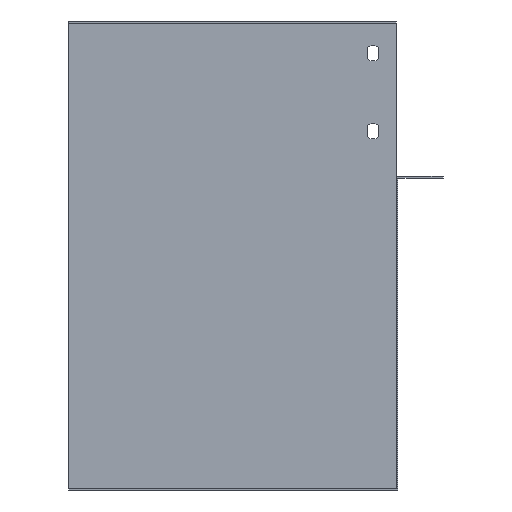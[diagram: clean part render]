
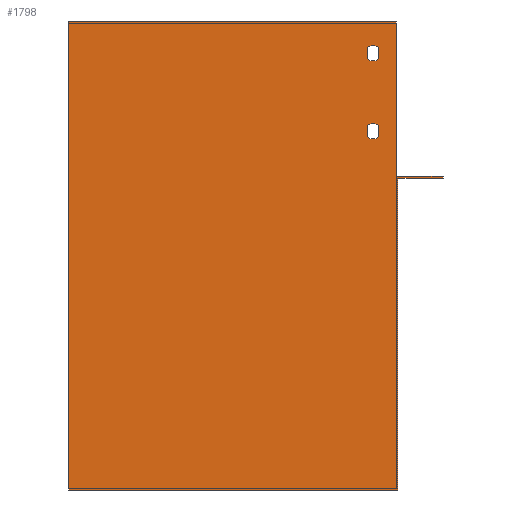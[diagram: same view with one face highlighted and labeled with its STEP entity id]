
A CAD part, left-side view. The second image highlights one B-rep face of the part: STEP entity #1798.
In plain terms, the highlighted planar face has unit normal (-1, 0, 0).
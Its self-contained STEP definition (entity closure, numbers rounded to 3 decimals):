
#5 = ORIENTED_EDGE ( 'NONE', *, *, #1337, .T. ) ;
#10 = ORIENTED_EDGE ( 'NONE', *, *, #1343, .T. ) ;
#34 = ORIENTED_EDGE ( 'NONE', *, *, #1345, .F. ) ;
#35 = ORIENTED_EDGE ( 'NONE', *, *, #1217, .F. ) ;
#37 = ORIENTED_EDGE ( 'NONE', *, *, #1207, .F. ) ;
#45 = ORIENTED_EDGE ( 'NONE', *, *, #1341, .T. ) ;
#79 = ORIENTED_EDGE ( 'NONE', *, *, #1335, .T. ) ;
#96 = VERTEX_POINT ( 'NONE', #1378 ) ;
#97 = VERTEX_POINT ( 'NONE', #1362 ) ;
#98 = VERTEX_POINT ( 'NONE', #1379 ) ;
#113 = VERTEX_POINT ( 'NONE', #1358 ) ;
#114 = VERTEX_POINT ( 'NONE', #958 ) ;
#116 = VERTEX_POINT ( 'NONE', #955 ) ;
#117 = VERTEX_POINT ( 'NONE', #971 ) ;
#129 = VERTEX_POINT ( 'NONE', #932 ) ;
#134 = VERTEX_POINT ( 'NONE', #909 ) ;
#144 = VERTEX_POINT ( 'NONE', #896 ) ;
#145 = VERTEX_POINT ( 'NONE', #1000 ) ;
#148 = VERTEX_POINT ( 'NONE', #919 ) ;
#168 = VERTEX_POINT ( 'NONE', #890 ) ;
#174 = VERTEX_POINT ( 'NONE', #946 ) ;
#183 = VERTEX_POINT ( 'NONE', #982 ) ;
#196 = VERTEX_POINT ( 'NONE', #967 ) ;
#267 = LINE ( 'NONE', #934, #269 ) ;
#269 = VECTOR ( 'NONE', #925, 1000. ) ;
#280 = LINE ( 'NONE', #901, #285 ) ;
#285 = VECTOR ( 'NONE', #885, 1000. ) ;
#304 = DIRECTION ( 'NONE',  ( 0., 0., 1. ) ) ;
#305 = DIRECTION ( 'NONE',  ( 0., 0., -1. ) ) ;
#313 = CARTESIAN_POINT ( 'NONE',  ( 0., 11.5, -15.429 ) ) ;
#314 = CARTESIAN_POINT ( 'NONE',  ( 0., 18.5, -15.429 ) ) ;
#315 = DIRECTION ( 'NONE',  ( 0., 0., -1. ) ) ;
#316 = CARTESIAN_POINT ( 'NONE',  ( 0., 11.5, -65.429 ) ) ;
#317 = DIRECTION ( 'NONE',  ( 0., 0., -1. ) ) ;
#318 = CARTESIAN_POINT ( 'NONE',  ( 0., 15., -19. ) ) ;
#319 = DIRECTION ( 'NONE',  ( 1., 0., 0. ) ) ;
#320 = DIRECTION ( 'NONE',  ( 0., 0., -1. ) ) ;
#321 = DIRECTION ( 'NONE',  ( 0., 0., 1. ) ) ;
#322 = CARTESIAN_POINT ( 'NONE',  ( 0., 15., -19. ) ) ;
#323 = DIRECTION ( 'NONE',  ( 1., 0., 0. ) ) ;
#324 = DIRECTION ( 'NONE',  ( 0., 0., -1. ) ) ;
#325 = CARTESIAN_POINT ( 'NONE',  ( 0., 18.5, -65.429 ) ) ;
#326 = CARTESIAN_POINT ( 'NONE',  ( 0., 210., -299. ) ) ;
#327 = DIRECTION ( 'NONE',  ( 0., -1., 0. ) ) ;
#328 = CARTESIAN_POINT ( 'NONE',  ( 0., 15., -69. ) ) ;
#329 = DIRECTION ( 'NONE',  ( 1., 0., 0. ) ) ;
#330 = DIRECTION ( 'NONE',  ( 0., 0., -1. ) ) ;
#333 = CARTESIAN_POINT ( 'NONE',  ( 0., 15., -69. ) ) ;
#334 = DIRECTION ( 'NONE',  ( 1., 0., 0. ) ) ;
#335 = DIRECTION ( 'NONE',  ( 0., 0., -1. ) ) ;
#336 = CARTESIAN_POINT ( 'NONE',  ( 0., -1., -299. ) ) ;
#337 = DIRECTION ( 'NONE',  ( 0., 0., -1. ) ) ;
#338 = CARTESIAN_POINT ( 'NONE',  ( 0., 0., -99. ) ) ;
#339 = DIRECTION ( 'NONE',  ( 0., -1., 0. ) ) ;
#340 = CARTESIAN_POINT ( 'NONE',  ( 0., -30., -98. ) ) ;
#341 = DIRECTION ( 'NONE',  ( 0., 0., -1. ) ) ;
#342 = CARTESIAN_POINT ( 'NONE',  ( 0., 0., -98. ) ) ;
#343 = DIRECTION ( 'NONE',  ( 0., -1., 0. ) ) ;
#638 = LINE ( 'NONE', #1645, #641 ) ;
#640 = CIRCLE ( 'NONE', #1153, 5. ) ;
#641 = VECTOR ( 'NONE', #305, 1000. ) ;
#648 = LINE ( 'NONE', #313, #651 ) ;
#650 = CIRCLE ( 'NONE', #1149, 5. ) ;
#651 = VECTOR ( 'NONE', #315, 1000. ) ;
#652 = LINE ( 'NONE', #314, #654 ) ;
#653 = CIRCLE ( 'NONE', #1151, 5. ) ;
#654 = VECTOR ( 'NONE', #304, 1000. ) ;
#655 = LINE ( 'NONE', #316, #657 ) ;
#657 = VECTOR ( 'NONE', #317, 1000. ) ;
#658 = LINE ( 'NONE', #325, #660 ) ;
#659 = CIRCLE ( 'NONE', #1148, 5. ) ;
#660 = VECTOR ( 'NONE', #321, 1000. ) ;
#661 = LINE ( 'NONE', #326, #663 ) ;
#662 = LINE ( 'NONE', #336, #665 ) ;
#663 = VECTOR ( 'NONE', #327, 1000. ) ;
#664 = LINE ( 'NONE', #338, #667 ) ;
#665 = VECTOR ( 'NONE', #337, 1000. ) ;
#666 = LINE ( 'NONE', #340, #669 ) ;
#667 = VECTOR ( 'NONE', #339, 1000. ) ;
#668 = LINE ( 'NONE', #342, #671 ) ;
#669 = VECTOR ( 'NONE', #341, 1000. ) ;
#671 = VECTOR ( 'NONE', #343, 1000. ) ;
#727 = FACE_OUTER_BOUND ( 'NONE', #802, .T. ) ;
#735 = FACE_BOUND ( 'NONE', #780, .T. ) ;
#739 = FACE_BOUND ( 'NONE', #788, .T. ) ;
#780 = EDGE_LOOP ( 'NONE', ( #1441, #1444, #79, #1409 ) ) ;
#788 = EDGE_LOOP ( 'NONE', ( #5, #1404, #1511, #1530 ) ) ;
#802 = EDGE_LOOP ( 'NONE', ( #1456, #45, #1502, #10, #1402, #34, #35, #37 ) ) ;
#885 = DIRECTION ( 'NONE',  ( 0., 0., -1. ) ) ;
#890 = CARTESIAN_POINT ( 'NONE',  ( 0., -30., -98. ) ) ;
#896 = CARTESIAN_POINT ( 'NONE',  ( 0., 11.5, -15.429 ) ) ;
#901 = CARTESIAN_POINT ( 'NONE',  ( 0., 0., 1. ) ) ;
#909 = CARTESIAN_POINT ( 'NONE',  ( 0., 11.5, -22.571 ) ) ;
#919 = CARTESIAN_POINT ( 'NONE',  ( 0., 210., -299. ) ) ;
#925 = DIRECTION ( 'NONE',  ( 0., -1., 0. ) ) ;
#932 = CARTESIAN_POINT ( 'NONE',  ( 0., 11.5, -65.429 ) ) ;
#934 = CARTESIAN_POINT ( 'NONE',  ( 0., 210., 1. ) ) ;
#946 = CARTESIAN_POINT ( 'NONE',  ( 0., 0., -98. ) ) ;
#955 = CARTESIAN_POINT ( 'NONE',  ( 0., -1., -299. ) ) ;
#958 = CARTESIAN_POINT ( 'NONE',  ( 0., 18.5, -72.571 ) ) ;
#967 = CARTESIAN_POINT ( 'NONE',  ( 0., 0., 1. ) ) ;
#971 = CARTESIAN_POINT ( 'NONE',  ( 0., 18.5, -65.429 ) ) ;
#982 = CARTESIAN_POINT ( 'NONE',  ( 0., 210., 1. ) ) ;
#1000 = CARTESIAN_POINT ( 'NONE',  ( 0., 18.5, -22.571 ) ) ;
#1126 = AXIS2_PLACEMENT_3D ( 'NONE', #1870, #1868, #1874 ) ;
#1148 = AXIS2_PLACEMENT_3D ( 'NONE', #333, #334, #335 ) ;
#1149 = AXIS2_PLACEMENT_3D ( 'NONE', #328, #329, #330 ) ;
#1151 = AXIS2_PLACEMENT_3D ( 'NONE', #322, #323, #324 ) ;
#1153 = AXIS2_PLACEMENT_3D ( 'NONE', #318, #319, #320 ) ;
#1207 = EDGE_CURVE ( 'NONE', #183, #196, #267, .T. ) ;
#1217 = EDGE_CURVE ( 'NONE', #196, #174, #280, .T. ) ;
#1328 = EDGE_CURVE ( 'NONE', #183, #148, #638, .T. ) ;
#1333 = EDGE_CURVE ( 'NONE', #144, #134, #648, .T. ) ;
#1334 = EDGE_CURVE ( 'NONE', #134, #145, #640, .T. ) ;
#1335 = EDGE_CURVE ( 'NONE', #145, #113, #652, .T. ) ;
#1336 = EDGE_CURVE ( 'NONE', #113, #144, #653, .T. ) ;
#1337 = EDGE_CURVE ( 'NONE', #129, #96, #655, .T. ) ;
#1338 = EDGE_CURVE ( 'NONE', #96, #114, #650, .T. ) ;
#1339 = EDGE_CURVE ( 'NONE', #114, #117, #658, .T. ) ;
#1340 = EDGE_CURVE ( 'NONE', #117, #129, #659, .T. ) ;
#1341 = EDGE_CURVE ( 'NONE', #148, #116, #661, .T. ) ;
#1342 = EDGE_CURVE ( 'NONE', #97, #116, #662, .T. ) ;
#1343 = EDGE_CURVE ( 'NONE', #97, #98, #664, .T. ) ;
#1344 = EDGE_CURVE ( 'NONE', #168, #98, #666, .T. ) ;
#1345 = EDGE_CURVE ( 'NONE', #174, #168, #668, .T. ) ;
#1358 = CARTESIAN_POINT ( 'NONE',  ( 0., 18.5, -15.429 ) ) ;
#1362 = CARTESIAN_POINT ( 'NONE',  ( 0., -1., -99. ) ) ;
#1378 = CARTESIAN_POINT ( 'NONE',  ( 0., 11.5, -72.571 ) ) ;
#1379 = CARTESIAN_POINT ( 'NONE',  ( 0., -30., -99. ) ) ;
#1402 = ORIENTED_EDGE ( 'NONE', *, *, #1344, .F. ) ;
#1404 = ORIENTED_EDGE ( 'NONE', *, *, #1338, .T. ) ;
#1409 = ORIENTED_EDGE ( 'NONE', *, *, #1336, .T. ) ;
#1441 = ORIENTED_EDGE ( 'NONE', *, *, #1333, .T. ) ;
#1444 = ORIENTED_EDGE ( 'NONE', *, *, #1334, .T. ) ;
#1456 = ORIENTED_EDGE ( 'NONE', *, *, #1328, .T. ) ;
#1502 = ORIENTED_EDGE ( 'NONE', *, *, #1342, .F. ) ;
#1511 = ORIENTED_EDGE ( 'NONE', *, *, #1339, .T. ) ;
#1530 = ORIENTED_EDGE ( 'NONE', *, *, #1340, .T. ) ;
#1645 = CARTESIAN_POINT ( 'NONE',  ( 0., 210., 1. ) ) ;
#1798 = ADVANCED_FACE ( 'NONE', ( #735, #739, #727 ), #1872, .F. ) ;
#1868 = DIRECTION ( 'NONE',  ( 1., 0., 0. ) ) ;
#1870 = CARTESIAN_POINT ( 'NONE',  ( 0., 210., 1. ) ) ;
#1872 = PLANE ( 'NONE',  #1126 ) ;
#1874 = DIRECTION ( 'NONE',  ( 0., 1., 0. ) ) ;
